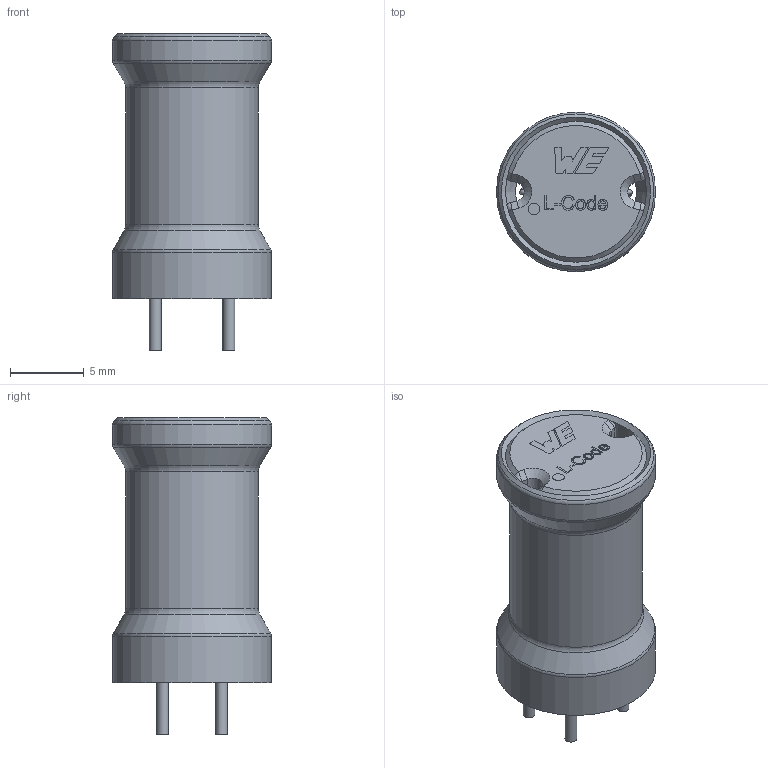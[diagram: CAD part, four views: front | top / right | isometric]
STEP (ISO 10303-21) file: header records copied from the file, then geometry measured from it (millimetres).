
FILE_DESCRIPTION(/* description */ ('Unknown'),/* implementation_level */ '2;1');
FILE_NAME(/* name */ '7447231xxx_1018',/* time_stamp */ '2022-08-17T14:38:52+02:00',/* author */ ('Unknown'),/* organization */ ('Unknown'),/* preprocessor_version */ 'ST-DEVELOPER v16.7',/* originating_system */ 'Solid Edge',/* authorisation */ 'Unknown');
FILE_SCHEMA (('AUTOMOTIVE_DESIGN {1 0 10303 214 3 1 1}'));
Length unit declared in the file: millimetre
Products named in the file (3): 7447231xxx_1018; Core_1018; ShrinkTube
Assembly tree (2 placements, depth 2):
  7447231xxx_1018
    Core_1018
    ShrinkTube
Bounding box: 10.8 x 10.8 x 21.5 mm (x, y, z)
Volume: 862.3 mm3; surface area: 2968.2 mm2
Topology: 2 solids, 2 shells, 192 faces, 474 edges, 291 vertices
Faces by surface type: plane 86, cylinder 40, bspline 30, cone 15, torus 13, sphere 8
Full cylindrical faces by diameter (mm): 0.3 x2, 0.8 x5, 5 x1, 8.2 x1, 9 x1, 10 x2, 10.8 x2
Entity records: 13699 total; most frequent: CARTESIAN_POINT 8475, ORIENTED_EDGE 794, DIRECTION 733, EDGE_CURVE 397, AXIS2_PLACEMENT_3D 279, VERTEX_POINT 274, EDGE_LOOP 261, FACE_BOUND 261
